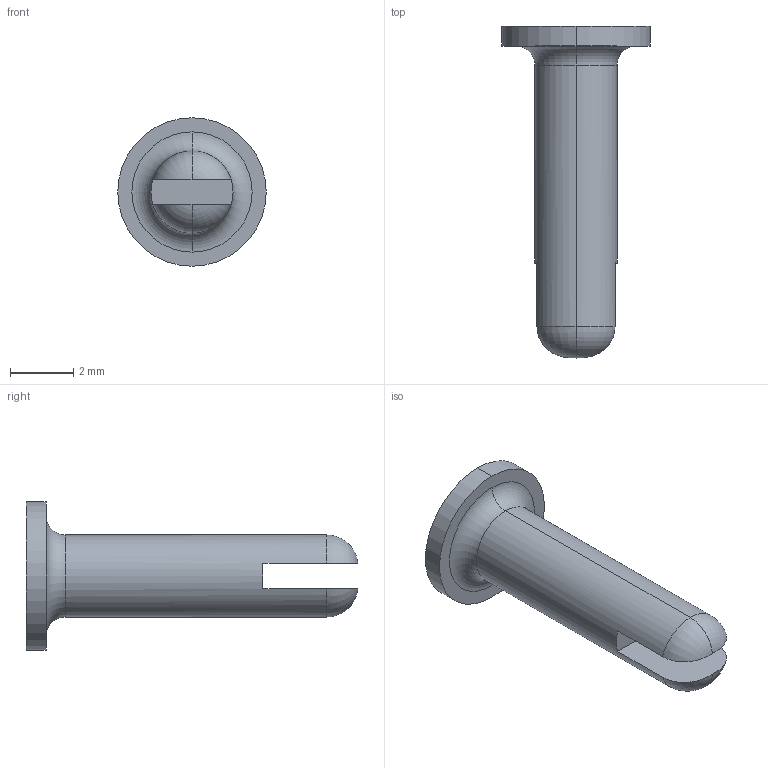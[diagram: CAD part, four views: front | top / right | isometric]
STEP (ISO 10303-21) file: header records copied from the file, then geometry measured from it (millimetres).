
FILE_DESCRIPTION (( 'STEP AP203' ), '1' );
FILE_NAME ('River_02_Default_sldprt.STEP', '2021-01-18T18:43:30', ( '' ), ( '' ), 'SwSTEP 2.0', 'SolidWorks 2020', '' );
FILE_SCHEMA (( 'CONFIG_CONTROL_DESIGN' ));
Length unit declared in the file: millimetre
Products named in the file (1): River_02_Default_sldprt
Bounding box: 4.68 x 10.46 x 4.68 mm (x, y, z)
Volume: 56.2 mm3; surface area: 127.5 mm2
Topology: 1 solids, 1 shells, 15 faces, 32 edges, 20 vertices
Faces by surface type: torus 6, plane 5, cylinder 4
Entity records: 521 total; most frequent: CARTESIAN_POINT 108, DIRECTION 78, ORIENTED_EDGE 64, AXIS2_PLACEMENT_3D 34, EDGE_CURVE 32, VERTEX_POINT 20, CIRCLE 18, EDGE_LOOP 16
